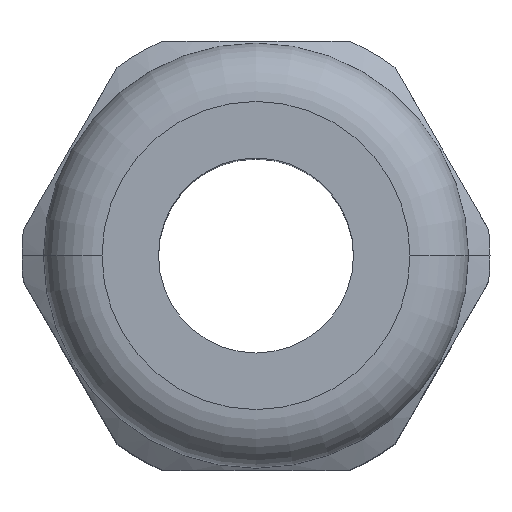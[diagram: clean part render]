
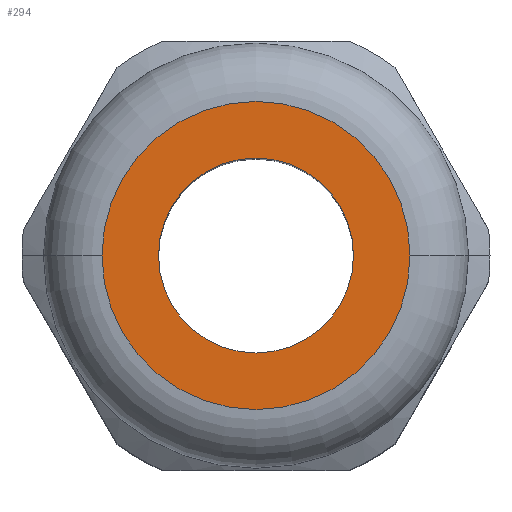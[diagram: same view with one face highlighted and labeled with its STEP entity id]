
A CAD part, top view. The second image highlights one B-rep face of the part: STEP entity #294.
In plain terms, the highlighted planar face has unit normal (0, 0, 1).
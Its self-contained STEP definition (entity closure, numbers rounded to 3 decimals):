
#59 = ORIENTED_EDGE ( 'NONE', *, *, #120, .T. ) ;
#120 = EDGE_CURVE ( 'NONE', #122, #212, #664, .T. ) ;
#122 = VERTEX_POINT ( 'NONE', #600 ) ;
#205 = EDGE_CURVE ( 'NONE', #210, #217, #797, .T. ) ;
#210 = VERTEX_POINT ( 'NONE', #829 ) ;
#212 = VERTEX_POINT ( 'NONE', #863 ) ;
#217 = VERTEX_POINT ( 'NONE', #847 ) ;
#294 = ADVANCED_FACE ( 'NONE', ( #953, #1065 ), #990, .T. ) ;
#295 = ORIENTED_EDGE ( 'NONE', *, *, #205, .T. ) ;
#296 = EDGE_LOOP ( 'NONE', ( #59, #373 ) ) ;
#309 = EDGE_CURVE ( 'NONE', #217, #210, #1033, .T. ) ;
#373 = ORIENTED_EDGE ( 'NONE', *, *, #378, .T. ) ;
#378 = EDGE_CURVE ( 'NONE', #212, #122, #1305, .T. ) ;
#450 = ORIENTED_EDGE ( 'NONE', *, *, #309, .T. ) ;
#505 = EDGE_LOOP ( 'NONE', ( #450, #295 ) ) ;
#600 = CARTESIAN_POINT ( 'NONE',  ( 7.9, 0., 33. ) ) ;
#659 = DIRECTION ( 'NONE',  ( 1., 0., 0. ) ) ;
#660 = DIRECTION ( 'NONE',  ( 0., 0., 1. ) ) ;
#661 = CARTESIAN_POINT ( 'NONE',  ( 0., 0., 33. ) ) ;
#663 = AXIS2_PLACEMENT_3D ( 'NONE', #661, #660, #659 ) ;
#664 = CIRCLE ( 'NONE', #663, 7.9 ) ;
#795 = CARTESIAN_POINT ( 'NONE',  ( 0., 0., 33. ) ) ;
#797 = CIRCLE ( 'NONE', #869, 5. ) ;
#829 = CARTESIAN_POINT ( 'NONE',  ( 5., 0., 33. ) ) ;
#832 = DIRECTION ( 'NONE',  ( -1., 0., 0. ) ) ;
#833 = DIRECTION ( 'NONE',  ( 0., 0., -1. ) ) ;
#847 = CARTESIAN_POINT ( 'NONE',  ( -5., 0., 33. ) ) ;
#863 = CARTESIAN_POINT ( 'NONE',  ( -7.9, 0., 33. ) ) ;
#869 = AXIS2_PLACEMENT_3D ( 'NONE', #795, #833, #832 ) ;
#952 = CARTESIAN_POINT ( 'NONE',  ( 0., 0., 33. ) ) ;
#953 = FACE_BOUND ( 'NONE', #505, .T. ) ;
#990 = PLANE ( 'NONE',  #1034 ) ;
#1031 = DIRECTION ( 'NONE',  ( 1., 0., 0. ) ) ;
#1033 = CIRCLE ( 'NONE', #1093, 5. ) ;
#1034 = AXIS2_PLACEMENT_3D ( 'NONE', #952, #1042, #1031 ) ;
#1042 = DIRECTION ( 'NONE',  ( 0., 0., 1. ) ) ;
#1065 = FACE_OUTER_BOUND ( 'NONE', #296, .T. ) ;
#1074 = DIRECTION ( 'NONE',  ( -1., 0., 0. ) ) ;
#1075 = DIRECTION ( 'NONE',  ( 0., 0., -1. ) ) ;
#1086 = CARTESIAN_POINT ( 'NONE',  ( 0., 0., 33. ) ) ;
#1093 = AXIS2_PLACEMENT_3D ( 'NONE', #1086, #1075, #1074 ) ;
#1302 = DIRECTION ( 'NONE',  ( 1., 0., 0. ) ) ;
#1303 = DIRECTION ( 'NONE',  ( 0., 0., 1. ) ) ;
#1304 = CARTESIAN_POINT ( 'NONE',  ( 0., 0., 33. ) ) ;
#1305 = CIRCLE ( 'NONE', #1323, 7.9 ) ;
#1323 = AXIS2_PLACEMENT_3D ( 'NONE', #1304, #1303, #1302 ) ;
